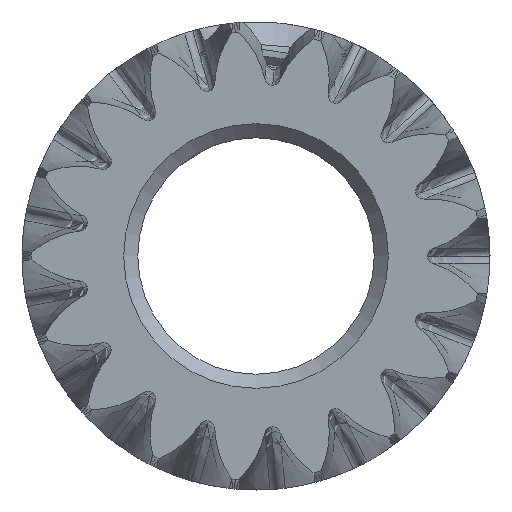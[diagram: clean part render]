
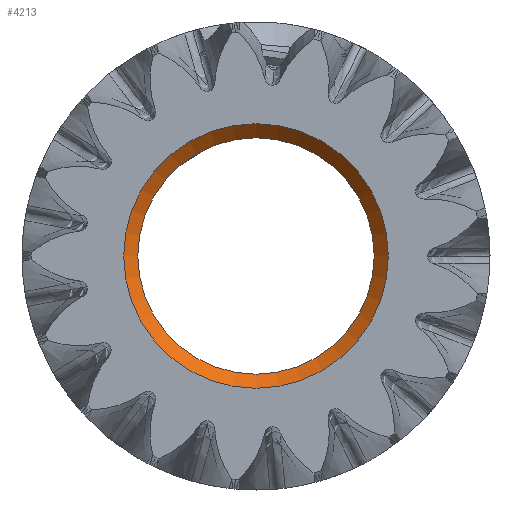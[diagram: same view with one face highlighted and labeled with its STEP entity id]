
A CAD part, front view. The second image highlights one B-rep face of the part: STEP entity #4213.
In plain terms, the highlighted conical face has half-angle 45 degrees and reference radius 2.65 mm.
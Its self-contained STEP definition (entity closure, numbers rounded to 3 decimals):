
#165=CIRCLE('',#4509,2.5);
#167=CIRCLE('',#4513,2.8);
#479=CONICAL_SURFACE('',#4512,2.65,0.785);
#520=FACE_OUTER_BOUND('',#803,.T.);
#803=EDGE_LOOP('',(#2745,#2746,#2747,#2748));
#1376=LINE('',#6790,#1475);
#1475=VECTOR('',#5131,2.65);
#1589=VERTEX_POINT('',#6641);
#1598=VERTEX_POINT('',#6789);
#2017=EDGE_CURVE('',#1589,#1589,#165,.T.);
#2029=EDGE_CURVE('',#1589,#1598,#1376,.T.);
#2030=EDGE_CURVE('',#1598,#1598,#167,.T.);
#2745=ORIENTED_EDGE('',*,*,#2017,.T.);
#2746=ORIENTED_EDGE('',*,*,#2029,.T.);
#2747=ORIENTED_EDGE('',*,*,#2030,.T.);
#2748=ORIENTED_EDGE('',*,*,#2029,.F.);
#4213=ADVANCED_FACE('',(#520),#479,.F.);
#4509=AXIS2_PLACEMENT_3D('',#6643,#5122,#5123);
#4512=AXIS2_PLACEMENT_3D('',#6788,#5129,#5130);
#4513=AXIS2_PLACEMENT_3D('',#6791,#5132,#5133);
#5122=DIRECTION('center_axis',(0.,1.,0.));
#5123=DIRECTION('ref_axis',(1.,0.,0.));
#5129=DIRECTION('center_axis',(0.,-1.,0.));
#5130=DIRECTION('ref_axis',(1.,0.,0.));
#5131=DIRECTION('',(-0.707,-0.707,0.));
#5132=DIRECTION('center_axis',(0.,-1.,0.));
#5133=DIRECTION('ref_axis',(1.,0.,0.));
#6641=CARTESIAN_POINT('',(-2.5,0.3,0.));
#6643=CARTESIAN_POINT('Origin',(0.,0.3,0.));
#6788=CARTESIAN_POINT('Origin',(0.,0.15,0.));
#6789=CARTESIAN_POINT('',(-2.8,0.,0.));
#6790=CARTESIAN_POINT('',(-2.65,0.15,0.));
#6791=CARTESIAN_POINT('Origin',(0.,0.,0.));
